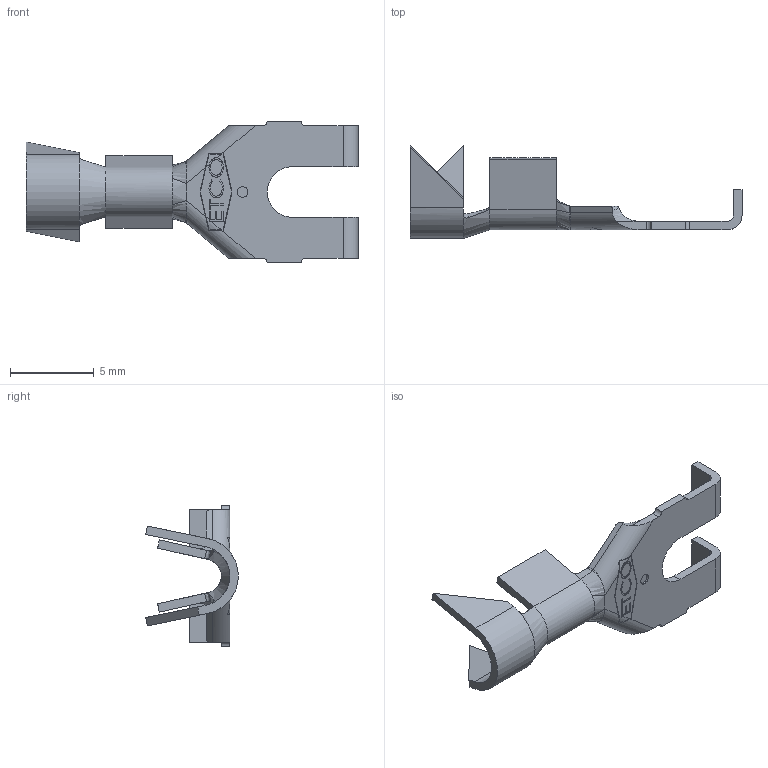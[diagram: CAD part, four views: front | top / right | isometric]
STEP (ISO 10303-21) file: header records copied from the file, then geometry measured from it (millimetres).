
FILE_DESCRIPTION (( 'STEP AP203' ), '1' );
FILE_NAME ('04230.STEP', '2019-12-30T15:58:21', ( 'tempuser' ), ( 'Microsoft' ), 'SwSTEP 2.0', 'SolidWorks 2019', '' );
FILE_SCHEMA (( 'CONFIG_CONTROL_DESIGN' ));
Length unit declared in the file: inch
Products named in the file (1): 04230
Bounding box: 19.84 x 5.54 x 8.43 mm (x, y, z)
Volume: 76.8 mm3; surface area: 361.7 mm2
Topology: 1 solids, 1 shells, 209 faces, 556 edges, 350 vertices
Faces by surface type: plane 116, bspline 55, cylinder 30, cone 8
Entity records: 8500 total; most frequent: CARTESIAN_POINT 3706, ORIENTED_EDGE 1104, DIRECTION 782, EDGE_CURVE 552, LINE 356, VECTOR 356, VERTEX_POINT 350, EDGE_LOOP 214
